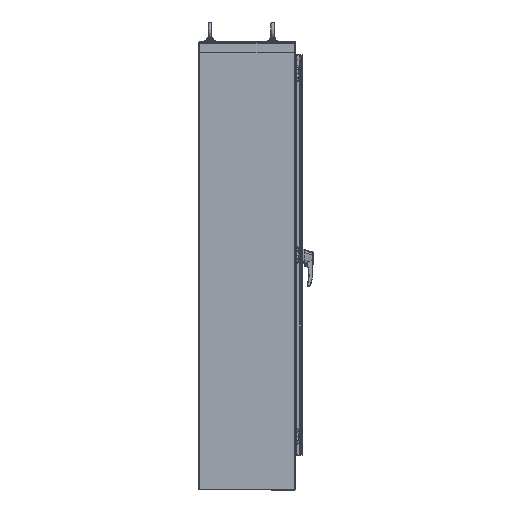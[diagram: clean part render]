
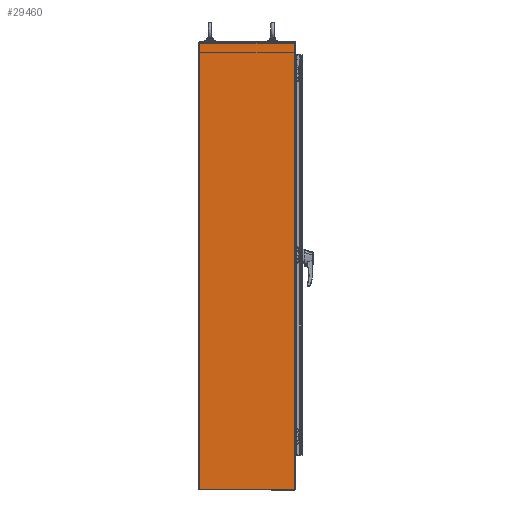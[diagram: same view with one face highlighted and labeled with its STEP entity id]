
A CAD part, left-side view. The second image highlights one B-rep face of the part: STEP entity #29460.
In plain terms, the highlighted planar face has unit normal (-1, 0, 0).
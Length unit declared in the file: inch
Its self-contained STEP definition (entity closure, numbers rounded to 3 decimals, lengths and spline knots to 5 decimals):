
#7384 = DIRECTION ( 'NONE',  ( -1., 0., 0. ) ) ;
#7633 = CARTESIAN_POINT ( 'NONE',  ( -0.095, -18.03, 0. ) ) ;
#8075 = DIRECTION ( 'NONE',  ( 0., 0., -1. ) ) ;
#16524 = ORIENTED_EDGE ( 'NONE', *, *, #130993, .T. ) ;
#18129 = CARTESIAN_POINT ( 'NONE',  ( -0.095, -17.982, 6.73 ) ) ;
#18281 = FACE_OUTER_BOUND ( 'NONE', #165146, .T. ) ;
#20219 = DIRECTION ( 'NONE',  ( 1., 0., 0. ) ) ;
#21355 = DIRECTION ( 'NONE',  ( 0., 1., 0. ) ) ;
#21374 = PLANE ( 'NONE',  #98045 ) ;
#24679 = CARTESIAN_POINT ( 'NONE',  ( -0.095, -17.982, 83.935 ) ) ;
#25528 = DIRECTION ( 'NONE',  ( 0., 0., 1. ) ) ;
#25788 = VECTOR ( 'NONE', #21355, 39.37008 ) ;
#26424 = EDGE_CURVE ( 'NONE', #198614, #72920, #134212, .T. ) ;
#28215 = CARTESIAN_POINT ( 'NONE',  ( -0.095, -17.982, 6.745 ) ) ;
#29460 = ADVANCED_FACE ( 'NONE', ( #18281 ), #21374, .T. ) ;
#31633 = LINE ( 'NONE', #131427, #164168 ) ;
#33711 = CARTESIAN_POINT ( 'NONE',  ( -0.095, -0.095, 83.935 ) ) ;
#34273 = DIRECTION ( 'NONE',  ( 0., 1., 0. ) ) ;
#39068 = VECTOR ( 'NONE', #167166, 39.37008 ) ;
#39464 = DIRECTION ( 'NONE',  ( 0., -1., 0. ) ) ;
#42502 = CARTESIAN_POINT ( 'NONE',  ( -0.095, -0.095, 0. ) ) ;
#50846 = DIRECTION ( 'NONE',  ( 0., 0., 1. ) ) ;
#57019 = CARTESIAN_POINT ( 'NONE',  ( -0.095, -17.982, 6.715 ) ) ;
#61013 = ORIENTED_EDGE ( 'NONE', *, *, #122622, .T. ) ;
#72920 = VERTEX_POINT ( 'NONE', #105812 ) ;
#89937 = VECTOR ( 'NONE', #8075, 39.37008 ) ;
#90019 = DIRECTION ( 'NONE',  ( 0., -1., 0. ) ) ;
#92956 = EDGE_CURVE ( 'NONE', #180287, #117013, #168401, .T. ) ;
#98045 = AXIS2_PLACEMENT_3D ( 'NONE', #168091, #7384, #39464 ) ;
#101460 = CIRCLE ( 'NONE', #152737, 0.015 ) ;
#105812 = CARTESIAN_POINT ( 'NONE',  ( -0.095, -18.03, 6.715 ) ) ;
#110221 = CARTESIAN_POINT ( 'NONE',  ( -0.095, -0.095, 0. ) ) ;
#113389 = ORIENTED_EDGE ( 'NONE', *, *, #26424, .T. ) ;
#116719 = VERTEX_POINT ( 'NONE', #28215 ) ;
#117013 = VERTEX_POINT ( 'NONE', #33711 ) ;
#117064 = CARTESIAN_POINT ( 'NONE',  ( -0.095, -0.095, 83.935 ) ) ;
#118300 = LINE ( 'NONE', #168139, #195968 ) ;
#122622 = EDGE_CURVE ( 'NONE', #136535, #116719, #101460, .T. ) ;
#130993 = EDGE_CURVE ( 'NONE', #116719, #180287, #118300, .T. ) ;
#131427 = CARTESIAN_POINT ( 'NONE',  ( -0.095, -17.982, 6.715 ) ) ;
#134212 = LINE ( 'NONE', #134360, #39068 ) ;
#134360 = CARTESIAN_POINT ( 'NONE',  ( -0.095, -18.03, 0. ) ) ;
#136535 = VERTEX_POINT ( 'NONE', #57019 ) ;
#136653 = ORIENTED_EDGE ( 'NONE', *, *, #92956, .T. ) ;
#140714 = EDGE_CURVE ( 'NONE', #117013, #152956, #190125, .T. ) ;
#152737 = AXIS2_PLACEMENT_3D ( 'NONE', #18129, #20219, #50846 ) ;
#152956 = VERTEX_POINT ( 'NONE', #110221 ) ;
#154311 = ORIENTED_EDGE ( 'NONE', *, *, #190468, .T. ) ;
#156115 = LINE ( 'NONE', #42502, #173608 ) ;
#164168 = VECTOR ( 'NONE', #34273, 39.37008 ) ;
#165146 = EDGE_LOOP ( 'NONE', ( #16524, #136653, #175041, #154311, #113389, #180558, #61013 ) ) ;
#167166 = DIRECTION ( 'NONE',  ( 0., 0., 1. ) ) ;
#168091 = CARTESIAN_POINT ( 'NONE',  ( -0.095, -0.095, 0. ) ) ;
#168104 = CARTESIAN_POINT ( 'NONE',  ( -0.095, -0.095, 0. ) ) ;
#168139 = CARTESIAN_POINT ( 'NONE',  ( -0.095, -17.982, 0. ) ) ;
#168401 = LINE ( 'NONE', #117064, #25788 ) ;
#173420 = EDGE_CURVE ( 'NONE', #72920, #136535, #31633, .T. ) ;
#173608 = VECTOR ( 'NONE', #90019, 39.37008 ) ;
#175041 = ORIENTED_EDGE ( 'NONE', *, *, #140714, .T. ) ;
#180287 = VERTEX_POINT ( 'NONE', #24679 ) ;
#180558 = ORIENTED_EDGE ( 'NONE', *, *, #173420, .T. ) ;
#190125 = LINE ( 'NONE', #168104, #89937 ) ;
#190468 = EDGE_CURVE ( 'NONE', #152956, #198614, #156115, .T. ) ;
#195968 = VECTOR ( 'NONE', #25528, 39.37008 ) ;
#198614 = VERTEX_POINT ( 'NONE', #7633 ) ;
